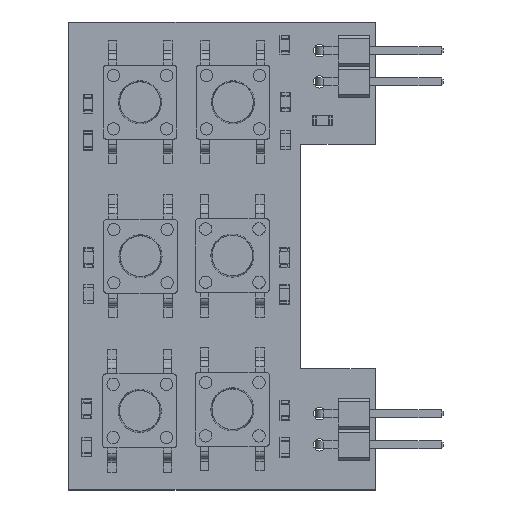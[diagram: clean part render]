
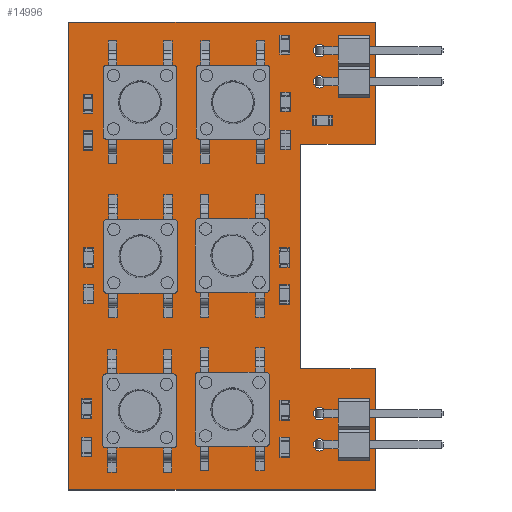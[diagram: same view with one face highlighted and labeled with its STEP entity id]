
A CAD part, top view. The second image highlights one B-rep face of the part: STEP entity #14996.
In plain terms, the highlighted planar face has unit normal (0, 0, 1).
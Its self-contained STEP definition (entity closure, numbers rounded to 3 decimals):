
#14808 = VERTEX_POINT('',#14809);
#14809 = CARTESIAN_POINT('',(125.933,-60.655,1.51));
#14815 = EDGE_CURVE('',#14808,#14816,#14818,.T.);
#14816 = VERTEX_POINT('',#14817);
#14817 = CARTESIAN_POINT('',(119.863,-60.655,1.51));
#14818 = LINE('',#14819,#14820);
#14819 = CARTESIAN_POINT('',(125.933,-60.655,1.51));
#14820 = VECTOR('',#14821,1.);
#14821 = DIRECTION('',(-1.,0.,0.));
#14848 = VERTEX_POINT('',#14849);
#14849 = CARTESIAN_POINT('',(125.933,-50.698,1.51));
#14855 = EDGE_CURVE('',#14848,#14808,#14856,.T.);
#14856 = LINE('',#14857,#14858);
#14857 = CARTESIAN_POINT('',(125.933,-50.698,1.51));
#14858 = VECTOR('',#14859,1.);
#14859 = DIRECTION('',(0.,-1.,0.));
#14877 = EDGE_CURVE('',#14816,#14878,#14880,.T.);
#14878 = VERTEX_POINT('',#14879);
#14879 = CARTESIAN_POINT('',(119.863,-78.892,1.51));
#14880 = LINE('',#14881,#14882);
#14881 = CARTESIAN_POINT('',(119.863,-60.655,1.51));
#14882 = VECTOR('',#14883,1.);
#14883 = DIRECTION('',(0.,-1.,0.));
#14996 = ADVANCED_FACE('',(#14997,#15040,#15051,#15062,#15073),#15084,
  .T.);
#14997 = FACE_BOUND('',#14998,.T.);
#14998 = EDGE_LOOP('',(#14999,#15000,#15001,#15009,#15017,#15025,#15033,
    #15039));
#14999 = ORIENTED_EDGE('',*,*,#14815,.F.);
#15000 = ORIENTED_EDGE('',*,*,#14855,.F.);
#15001 = ORIENTED_EDGE('',*,*,#15002,.F.);
#15002 = EDGE_CURVE('',#15003,#14848,#15005,.T.);
#15003 = VERTEX_POINT('',#15004);
#15004 = CARTESIAN_POINT('',(101.,-50.698,1.51));
#15005 = LINE('',#15006,#15007);
#15006 = CARTESIAN_POINT('',(101.,-50.698,1.51));
#15007 = VECTOR('',#15008,1.);
#15008 = DIRECTION('',(1.,0.,0.));
#15009 = ORIENTED_EDGE('',*,*,#15010,.F.);
#15010 = EDGE_CURVE('',#15011,#15003,#15013,.T.);
#15011 = VERTEX_POINT('',#15012);
#15012 = CARTESIAN_POINT('',(101.,-88.748,1.51));
#15013 = LINE('',#15014,#15015);
#15014 = CARTESIAN_POINT('',(101.,-88.748,1.51));
#15015 = VECTOR('',#15016,1.);
#15016 = DIRECTION('',(0.,1.,0.));
#15017 = ORIENTED_EDGE('',*,*,#15018,.F.);
#15018 = EDGE_CURVE('',#15019,#15011,#15021,.T.);
#15019 = VERTEX_POINT('',#15020);
#15020 = CARTESIAN_POINT('',(125.933,-88.748,1.51));
#15021 = LINE('',#15022,#15023);
#15022 = CARTESIAN_POINT('',(125.933,-88.748,1.51));
#15023 = VECTOR('',#15024,1.);
#15024 = DIRECTION('',(-1.,0.,0.));
#15025 = ORIENTED_EDGE('',*,*,#15026,.F.);
#15026 = EDGE_CURVE('',#15027,#15019,#15029,.T.);
#15027 = VERTEX_POINT('',#15028);
#15028 = CARTESIAN_POINT('',(125.908,-78.892,1.51));
#15029 = LINE('',#15030,#15031);
#15030 = CARTESIAN_POINT('',(125.908,-78.892,1.51));
#15031 = VECTOR('',#15032,1.);
#15032 = DIRECTION('',(0.003,-1.,0.));
#15033 = ORIENTED_EDGE('',*,*,#15034,.F.);
#15034 = EDGE_CURVE('',#14878,#15027,#15035,.T.);
#15035 = LINE('',#15036,#15037);
#15036 = CARTESIAN_POINT('',(119.863,-78.892,1.51));
#15037 = VECTOR('',#15038,1.);
#15038 = DIRECTION('',(1.,0.,0.));
#15039 = ORIENTED_EDGE('',*,*,#14877,.F.);
#15040 = FACE_BOUND('',#15041,.T.);
#15041 = EDGE_LOOP('',(#15042));
#15042 = ORIENTED_EDGE('',*,*,#15043,.T.);
#15043 = EDGE_CURVE('',#15044,#15044,#15046,.T.);
#15044 = VERTEX_POINT('',#15045);
#15045 = CARTESIAN_POINT('',(121.406,-85.585,1.51));
#15046 = CIRCLE('',#15047,0.5);
#15047 = AXIS2_PLACEMENT_3D('',#15048,#15049,#15050);
#15048 = CARTESIAN_POINT('',(121.406,-85.085,1.51));
#15049 = DIRECTION('',(-0.,0.,-1.));
#15050 = DIRECTION('',(-0.,-1.,0.));
#15051 = FACE_BOUND('',#15052,.T.);
#15052 = EDGE_LOOP('',(#15053));
#15053 = ORIENTED_EDGE('',*,*,#15054,.T.);
#15054 = EDGE_CURVE('',#15055,#15055,#15057,.T.);
#15055 = VERTEX_POINT('',#15056);
#15056 = CARTESIAN_POINT('',(121.406,-83.045,1.51));
#15057 = CIRCLE('',#15058,0.5);
#15058 = AXIS2_PLACEMENT_3D('',#15059,#15060,#15061);
#15059 = CARTESIAN_POINT('',(121.406,-82.545,1.51));
#15060 = DIRECTION('',(-0.,0.,-1.));
#15061 = DIRECTION('',(-0.,-1.,0.));
#15062 = FACE_BOUND('',#15063,.T.);
#15063 = EDGE_LOOP('',(#15064));
#15064 = ORIENTED_EDGE('',*,*,#15065,.T.);
#15065 = EDGE_CURVE('',#15066,#15066,#15068,.T.);
#15066 = VERTEX_POINT('',#15067);
#15067 = CARTESIAN_POINT('',(121.406,-56.07,1.51));
#15068 = CIRCLE('',#15069,0.5);
#15069 = AXIS2_PLACEMENT_3D('',#15070,#15071,#15072);
#15070 = CARTESIAN_POINT('',(121.406,-55.57,1.51));
#15071 = DIRECTION('',(-0.,0.,-1.));
#15072 = DIRECTION('',(-0.,-1.,0.));
#15073 = FACE_BOUND('',#15074,.T.);
#15074 = EDGE_LOOP('',(#15075));
#15075 = ORIENTED_EDGE('',*,*,#15076,.T.);
#15076 = EDGE_CURVE('',#15077,#15077,#15079,.T.);
#15077 = VERTEX_POINT('',#15078);
#15078 = CARTESIAN_POINT('',(121.406,-53.53,1.51));
#15079 = CIRCLE('',#15080,0.5);
#15080 = AXIS2_PLACEMENT_3D('',#15081,#15082,#15083);
#15081 = CARTESIAN_POINT('',(121.406,-53.03,1.51));
#15082 = DIRECTION('',(-0.,0.,-1.));
#15083 = DIRECTION('',(-0.,-1.,0.));
#15084 = PLANE('',#15085);
#15085 = AXIS2_PLACEMENT_3D('',#15086,#15087,#15088);
#15086 = CARTESIAN_POINT('',(0.,0.,1.51));
#15087 = DIRECTION('',(0.,0.,1.));
#15088 = DIRECTION('',(1.,0.,-0.));
